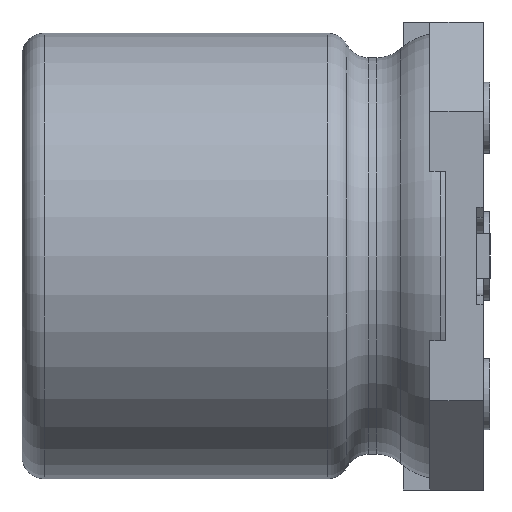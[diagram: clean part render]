
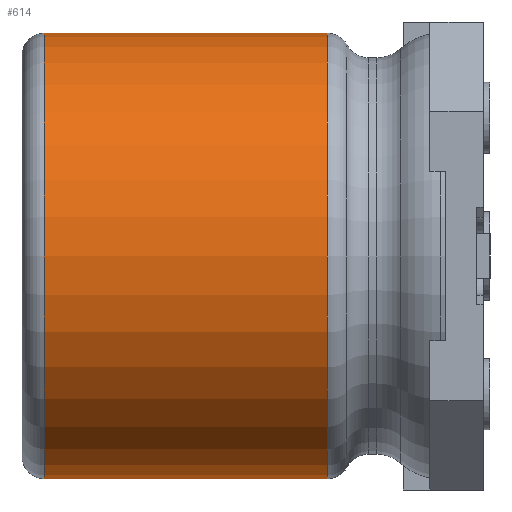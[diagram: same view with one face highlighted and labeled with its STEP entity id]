
A CAD part, left-side view. The second image highlights one B-rep face of the part: STEP entity #614.
In plain terms, the highlighted cylindrical face has radius 5 mm (diameter 10 mm), a partial arc.
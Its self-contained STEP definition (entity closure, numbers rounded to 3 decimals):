
#21 = CARTESIAN_POINT ( 'NONE',  ( 0., 0., 5. ) ) ;
#144 = CARTESIAN_POINT ( 'NONE',  ( 0., 10., -5. ) ) ;
#192 = VERTEX_POINT ( 'NONE', #1118 ) ;
#200 = AXIS2_PLACEMENT_3D ( 'NONE', #1994, #1782, #481 ) ;
#205 = CARTESIAN_POINT ( 'NONE',  ( 0., 0., -5. ) ) ;
#315 = DIRECTION ( 'NONE',  ( 0., 0., -1. ) ) ;
#406 = CIRCLE ( 'NONE', #1974, 5. ) ;
#448 = DIRECTION ( 'NONE',  ( 0., -1., 0. ) ) ;
#465 = CYLINDRICAL_SURFACE ( 'NONE', #200, 5. ) ;
#481 = DIRECTION ( 'NONE',  ( 0., 0., -1. ) ) ;
#614 = ADVANCED_FACE ( 'NONE', ( #901 ), #465, .T. ) ;
#833 = CARTESIAN_POINT ( 'NONE',  ( 0., 10., 5. ) ) ;
#852 = EDGE_CURVE ( 'NONE', #1302, #1507, #2351, .T. ) ;
#901 = FACE_OUTER_BOUND ( 'NONE', #2255, .T. ) ;
#952 = VECTOR ( 'NONE', #2350, 1000. ) ;
#1099 = DIRECTION ( 'NONE',  ( 0., -1., 0. ) ) ;
#1118 = CARTESIAN_POINT ( 'NONE',  ( 0., 3.65, 5. ) ) ;
#1160 = DIRECTION ( 'NONE',  ( 0., -1., 0. ) ) ;
#1239 = ORIENTED_EDGE ( 'NONE', *, *, #2068, .T. ) ;
#1274 = ORIENTED_EDGE ( 'NONE', *, *, #2607, .F. ) ;
#1284 = ORIENTED_EDGE ( 'NONE', *, *, #1337, .F. ) ;
#1302 = VERTEX_POINT ( 'NONE', #833 ) ;
#1337 = EDGE_CURVE ( 'NONE', #192, #1405, #406, .T. ) ;
#1405 = VERTEX_POINT ( 'NONE', #2234 ) ;
#1507 = VERTEX_POINT ( 'NONE', #144 ) ;
#1544 = CARTESIAN_POINT ( 'NONE',  ( 0., 3.65, 0. ) ) ;
#1782 = DIRECTION ( 'NONE',  ( 0., -1., 0. ) ) ;
#1904 = LINE ( 'NONE', #21, #2390 ) ;
#1974 = AXIS2_PLACEMENT_3D ( 'NONE', #1544, #448, #2388 ) ;
#1994 = CARTESIAN_POINT ( 'NONE',  ( 0., 0., 0. ) ) ;
#2068 = EDGE_CURVE ( 'NONE', #1507, #1405, #2118, .T. ) ;
#2118 = LINE ( 'NONE', #205, #952 ) ;
#2234 = CARTESIAN_POINT ( 'NONE',  ( 0., 3.65, -5. ) ) ;
#2255 = EDGE_LOOP ( 'NONE', ( #1274, #2385, #1239, #1284 ) ) ;
#2350 = DIRECTION ( 'NONE',  ( 0., -1., 0. ) ) ;
#2351 = CIRCLE ( 'NONE', #2670, 5. ) ;
#2385 = ORIENTED_EDGE ( 'NONE', *, *, #852, .T. ) ;
#2388 = DIRECTION ( 'NONE',  ( 0., 0., -1. ) ) ;
#2390 = VECTOR ( 'NONE', #1099, 1000. ) ;
#2395 = CARTESIAN_POINT ( 'NONE',  ( 0., 10., 0. ) ) ;
#2607 = EDGE_CURVE ( 'NONE', #1302, #192, #1904, .T. ) ;
#2670 = AXIS2_PLACEMENT_3D ( 'NONE', #2395, #1160, #315 ) ;
